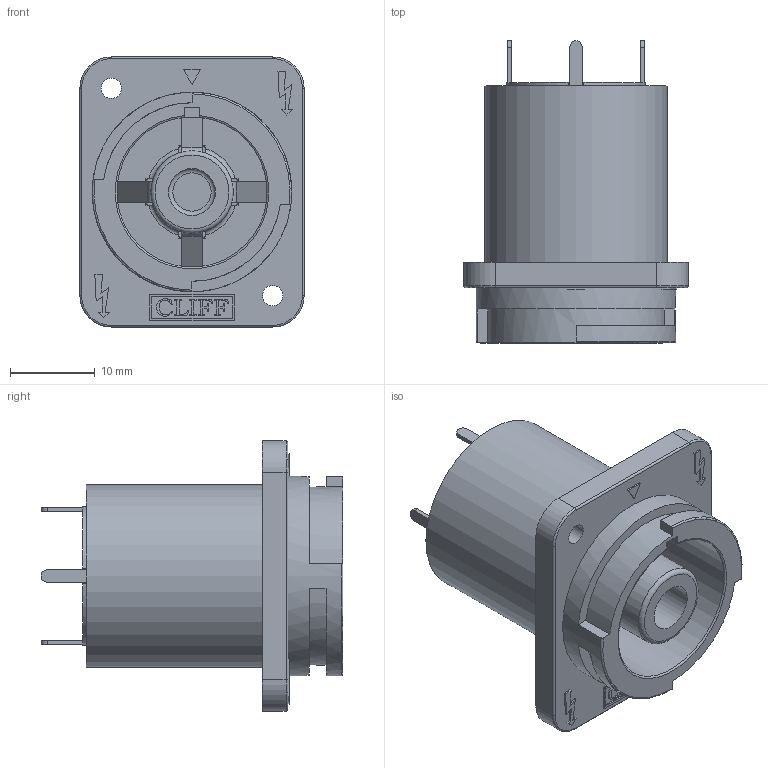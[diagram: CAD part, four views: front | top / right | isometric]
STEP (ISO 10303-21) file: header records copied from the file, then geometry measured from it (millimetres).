
FILE_DESCRIPTION(/* description */ (''),/* implementation_level */ '2;1');
FILE_NAME(/* name */ 'FCR20642 black PCB.stp',/* time_stamp */ '2025-05-07T12:03:36+01:00',/* author */ ('tottley'),/* organization */ (''),/* preprocessor_version */ 'ST-DEVELOPER v20',/* originating_system */ 'Autodesk Inventor 2025',/* authorisation */ '');
FILE_SCHEMA (('AUTOMOTIVE_DESIGN { 1 0 10303 214 3 1 1 }'));
Length unit declared in the file: millimetre
Products named in the file (1): FCR20642 black PCB
Bounding box: 26.4 x 35.55 x 31.8 mm (x, y, z)
Volume: 7283.6 mm3; surface area: 8057.2 mm2
Topology: 1 solids, 1 shells, 448 faces, 1298 edges, 858 vertices
Faces by surface type: plane 339, cylinder 54, bspline 38, torus 13, cone 4
Full cylindrical faces by diameter (mm): 2.4 x2, 5.5 x1, 9.7 x1, 11 x1, 16.4 x1, 21.5 x1, 23.5 x1
Entity records: 15618 total; most frequent: CARTESIAN_POINT 3422, ORIENTED_EDGE 2596, DIRECTION 2233, EDGE_CURVE 1298, LINE 959, VECTOR 959, VERTEX_POINT 858, AXIS2_PLACEMENT_3D 637
